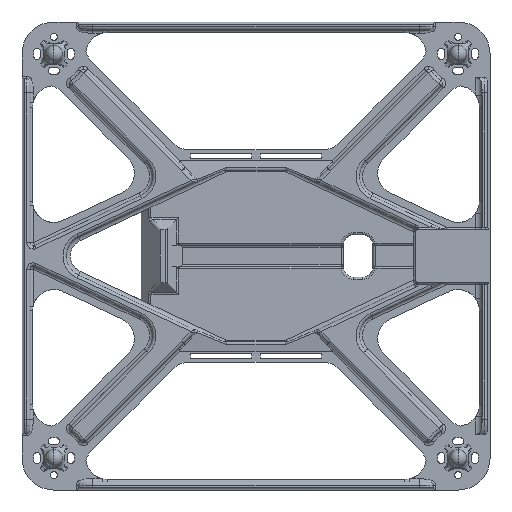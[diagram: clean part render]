
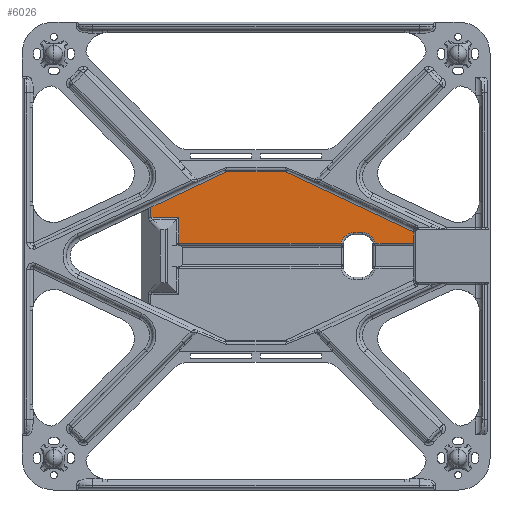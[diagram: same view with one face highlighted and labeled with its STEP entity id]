
A CAD part, front view. The second image highlights one B-rep face of the part: STEP entity #6026.
In plain terms, the highlighted planar face has unit normal (0, -1, 0).
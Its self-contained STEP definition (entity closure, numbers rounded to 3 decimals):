
#209 = DIRECTION ( 'NONE',  ( 0., 0., -1. ) ) ;
#263 = CARTESIAN_POINT ( 'NONE',  ( 74., 0., 11.314 ) ) ;
#647 = EDGE_CURVE ( 'NONE', #22156, #6762, #3784, .T. ) ;
#662 = VERTEX_POINT ( 'NONE', #18047 ) ;
#681 = DIRECTION ( 'NONE',  ( 0., 0., 1. ) ) ;
#842 = VECTOR ( 'NONE', #19545, 1000. ) ;
#943 = ORIENTED_EDGE ( 'NONE', *, *, #13404, .T. ) ;
#1007 = CARTESIAN_POINT ( 'NONE',  ( -13.719, 0., 39.655 ) ) ;
#1050 = ORIENTED_EDGE ( 'NONE', *, *, #21166, .T. ) ;
#1302 = CARTESIAN_POINT ( 'NONE',  ( 74., 0., 6. ) ) ;
#1443 = CARTESIAN_POINT ( 'NONE',  ( -37., 0., 18.121 ) ) ;
#1453 = DIRECTION ( 'NONE',  ( 1., 0., 0. ) ) ;
#1473 = EDGE_CURVE ( 'NONE', #5452, #662, #12455, .T. ) ;
#1821 = EDGE_CURVE ( 'NONE', #9830, #18281, #8851, .T. ) ;
#2437 = CARTESIAN_POINT ( 'NONE',  ( -49.379, 0., -95. ) ) ;
#2623 = CARTESIAN_POINT ( 'NONE',  ( -95., 0., 39.655 ) ) ;
#2882 = CARTESIAN_POINT ( 'NONE',  ( 55.916, 0., 6. ) ) ;
#3024 = VERTEX_POINT ( 'NONE', #2882 ) ;
#3301 = VERTEX_POINT ( 'NONE', #3412 ) ;
#3320 = EDGE_CURVE ( 'NONE', #3301, #14004, #22944, .T. ) ;
#3361 = LINE ( 'NONE', #17862, #5364 ) ;
#3412 = CARTESIAN_POINT ( 'NONE',  ( -36.379, 0., 18.121 ) ) ;
#3506 = DIRECTION ( 'NONE',  ( 1., 0., 0. ) ) ;
#3687 = VECTOR ( 'NONE', #15791, 1000. ) ;
#3784 = LINE ( 'NONE', #10926, #16468 ) ;
#4209 = CIRCLE ( 'NONE', #17270, 6. ) ;
#4678 = CARTESIAN_POINT ( 'NONE',  ( -49.379, 0., 18.121 ) ) ;
#4917 = CARTESIAN_POINT ( 'NONE',  ( -95., 0., 6. ) ) ;
#5270 = EDGE_CURVE ( 'NONE', #21529, #10372, #3361, .T. ) ;
#5299 = EDGE_CURVE ( 'NONE', #662, #3024, #4209, .T. ) ;
#5364 = VECTOR ( 'NONE', #10626, 1000. ) ;
#5452 = VERTEX_POINT ( 'NONE', #20063 ) ;
#5666 = EDGE_CURVE ( 'NONE', #7271, #3301, #17477, .T. ) ;
#5782 = CARTESIAN_POINT ( 'NONE',  ( 13.719, 0., 39.655 ) ) ;
#6026 = ADVANCED_FACE ( 'NONE', ( #18378 ), #16638, .F. ) ;
#6044 = VECTOR ( 'NONE', #1453, 1000. ) ;
#6088 = CARTESIAN_POINT ( 'NONE',  ( 46., 0., 5. ) ) ;
#6112 = CARTESIAN_POINT ( 'NONE',  ( 40.084, 0., 6. ) ) ;
#6665 = LINE ( 'NONE', #13790, #3687 ) ;
#6741 = DIRECTION ( 'NONE',  ( 0., 1., 0. ) ) ;
#6762 = VERTEX_POINT ( 'NONE', #5782 ) ;
#6884 = ORIENTED_EDGE ( 'NONE', *, *, #5270, .T. ) ;
#7204 = CARTESIAN_POINT ( 'NONE',  ( -95., 0., 11. ) ) ;
#7271 = VERTEX_POINT ( 'NONE', #4678 ) ;
#7359 = EDGE_CURVE ( 'NONE', #10914, #22156, #6665, .T. ) ;
#7380 = AXIS2_PLACEMENT_3D ( 'NONE', #9616, #22544, #10047 ) ;
#7744 = VECTOR ( 'NONE', #3506, 1000. ) ;
#7821 = ORIENTED_EDGE ( 'NONE', *, *, #647, .T. ) ;
#8218 = CARTESIAN_POINT ( 'NONE',  ( -36.254, 0., 5.988 ) ) ;
#8555 = CARTESIAN_POINT ( 'NONE',  ( -36.379, 0., 5. ) ) ;
#8595 = DIRECTION ( 'NONE',  ( 1., 0., 0. ) ) ;
#8851 = LINE ( 'NONE', #19249, #6044 ) ;
#8870 = DIRECTION ( 'NONE',  ( 0., 0., 1. ) ) ;
#9023 = CIRCLE ( 'NONE', #10077, 6. ) ;
#9106 = ORIENTED_EDGE ( 'NONE', *, *, #11682, .T. ) ;
#9616 = CARTESIAN_POINT ( 'NONE',  ( -95., 0., -95. ) ) ;
#9830 = VERTEX_POINT ( 'NONE', #21132 ) ;
#10047 = DIRECTION ( 'NONE',  ( 0., 0., 1. ) ) ;
#10077 = AXIS2_PLACEMENT_3D ( 'NONE', #6088, #6741, #681 ) ;
#10242 = ORIENTED_EDGE ( 'NONE', *, *, #1473, .T. ) ;
#10372 = VERTEX_POINT ( 'NONE', #22804 ) ;
#10626 = DIRECTION ( 'NONE',  ( -0.905, 0., -0.425 ) ) ;
#10914 = VERTEX_POINT ( 'NONE', #1302 ) ;
#10926 = CARTESIAN_POINT ( 'NONE',  ( 16.835, 0., 38.19 ) ) ;
#11065 = VECTOR ( 'NONE', #18540, 1000. ) ;
#11420 = LINE ( 'NONE', #2623, #11065 ) ;
#11682 = EDGE_CURVE ( 'NONE', #10372, #7271, #18339, .T. ) ;
#11984 = VECTOR ( 'NONE', #23089, 1000. ) ;
#12332 = ORIENTED_EDGE ( 'NONE', *, *, #5666, .T. ) ;
#12455 = LINE ( 'NONE', #7204, #11984 ) ;
#13244 = CARTESIAN_POINT ( 'NONE',  ( -36.379, 0., 5.963 ) ) ;
#13404 = EDGE_CURVE ( 'NONE', #18281, #5452, #9023, .T. ) ;
#13699 = EDGE_LOOP ( 'NONE', ( #7821, #16387, #6884, #9106, #12332, #16683, #1050, #20986, #943, #10242, #20028, #18957, #19466 ) ) ;
#13790 = CARTESIAN_POINT ( 'NONE',  ( 74., 0., 10.844 ) ) ;
#14004 = VERTEX_POINT ( 'NONE', #20499 ) ;
#15124 = CARTESIAN_POINT ( 'NONE',  ( -36.127, 0., 6. ) ) ;
#15791 = DIRECTION ( 'NONE',  ( 0., 0., 1. ) ) ;
#16387 = ORIENTED_EDGE ( 'NONE', *, *, #21934, .T. ) ;
#16468 = VECTOR ( 'NONE', #22121, 1000. ) ;
#16638 = PLANE ( 'NONE',  #7380 ) ;
#16647 = B_SPLINE_CURVE_WITH_KNOTS ( 'NONE', 3,
 ( #13244, #8218, #15124, #17204 ),
 .UNSPECIFIED., .F., .F.,
 ( 4, 4 ),
 ( 0., 0. ),
 .UNSPECIFIED. ) ;
#16683 = ORIENTED_EDGE ( 'NONE', *, *, #3320, .T. ) ;
#17192 = VECTOR ( 'NONE', #209, 1000. ) ;
#17204 = CARTESIAN_POINT ( 'NONE',  ( -36., 0., 6. ) ) ;
#17270 = AXIS2_PLACEMENT_3D ( 'NONE', #19269, #17504, #8870 ) ;
#17477 = LINE ( 'NONE', #1443, #18639 ) ;
#17504 = DIRECTION ( 'NONE',  ( 0., 1., 0. ) ) ;
#17862 = CARTESIAN_POINT ( 'NONE',  ( -132.133, 0., -16.017 ) ) ;
#18047 = CARTESIAN_POINT ( 'NONE',  ( 50., 0., 11. ) ) ;
#18281 = VERTEX_POINT ( 'NONE', #6112 ) ;
#18339 = LINE ( 'NONE', #2437, #17192 ) ;
#18378 = FACE_OUTER_BOUND ( 'NONE', #13699, .T. ) ;
#18540 = DIRECTION ( 'NONE',  ( -1., 0., 0. ) ) ;
#18639 = VECTOR ( 'NONE', #8595, 1000. ) ;
#18957 = ORIENTED_EDGE ( 'NONE', *, *, #22770, .T. ) ;
#19249 = CARTESIAN_POINT ( 'NONE',  ( -95., 0., 6. ) ) ;
#19269 = CARTESIAN_POINT ( 'NONE',  ( 50., 0., 5. ) ) ;
#19466 = ORIENTED_EDGE ( 'NONE', *, *, #7359, .T. ) ;
#19545 = DIRECTION ( 'NONE',  ( 0., 0., -1. ) ) ;
#20028 = ORIENTED_EDGE ( 'NONE', *, *, #5299, .T. ) ;
#20063 = CARTESIAN_POINT ( 'NONE',  ( 46., 0., 11. ) ) ;
#20499 = CARTESIAN_POINT ( 'NONE',  ( -36.379, 0., 5.963 ) ) ;
#20914 = LINE ( 'NONE', #4917, #7744 ) ;
#20986 = ORIENTED_EDGE ( 'NONE', *, *, #1821, .T. ) ;
#21132 = CARTESIAN_POINT ( 'NONE',  ( -36., 0., 6. ) ) ;
#21166 = EDGE_CURVE ( 'NONE', #14004, #9830, #16647, .T. ) ;
#21529 = VERTEX_POINT ( 'NONE', #1007 ) ;
#21934 = EDGE_CURVE ( 'NONE', #6762, #21529, #11420, .T. ) ;
#22121 = DIRECTION ( 'NONE',  ( -0.905, 0., 0.425 ) ) ;
#22156 = VERTEX_POINT ( 'NONE', #263 ) ;
#22544 = DIRECTION ( 'NONE',  ( 0., 1., 0. ) ) ;
#22770 = EDGE_CURVE ( 'NONE', #3024, #10914, #20914, .T. ) ;
#22804 = CARTESIAN_POINT ( 'NONE',  ( -49.379, 0., 22.89 ) ) ;
#22944 = LINE ( 'NONE', #8555, #842 ) ;
#23089 = DIRECTION ( 'NONE',  ( 1., 0., 0. ) ) ;
